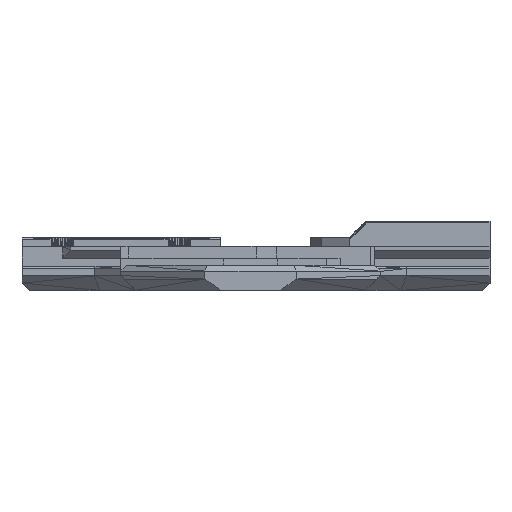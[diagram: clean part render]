
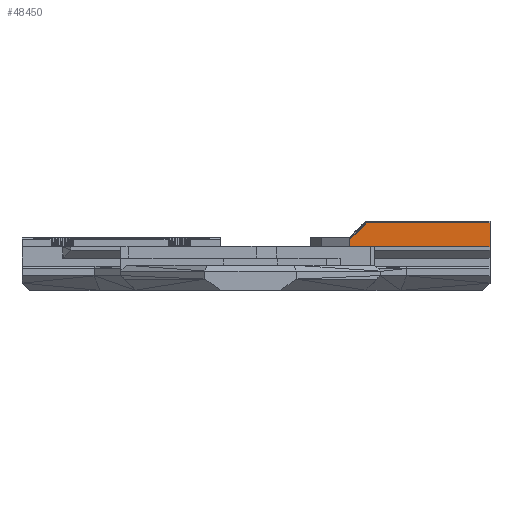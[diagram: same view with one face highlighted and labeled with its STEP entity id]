
A CAD part, top view. The second image highlights one B-rep face of the part: STEP entity #48450.
In plain terms, the highlighted planar face has unit normal (0, 0, 1).
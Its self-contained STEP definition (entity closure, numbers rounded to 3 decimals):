
#2602=FACE_OUTER_BOUND('',#6106,.T.);
#6106=EDGE_LOOP('',(#38963,#38964,#38965,#38966,#38967,#38968));
#9779=LINE('',#71976,#16236);
#9930=LINE('',#72277,#16387);
#9950=LINE('',#72316,#16407);
#11682=LINE('',#75781,#18139);
#12210=LINE('',#76833,#18667);
#12211=LINE('',#76834,#18668);
#16236=VECTOR('',#57556,10.);
#16387=VECTOR('',#57887,10.);
#16407=VECTOR('',#57941,10.);
#18139=VECTOR('',#61785,10.);
#18667=VECTOR('',#63035,10.);
#18668=VECTOR('',#63036,10.);
#21727=VERTEX_POINT('',#71966);
#21729=VERTEX_POINT('',#71974);
#21789=VERTEX_POINT('',#72273);
#21791=VERTEX_POINT('',#72289);
#22467=VERTEX_POINT('',#75778);
#22468=VERTEX_POINT('',#75780);
#25732=EDGE_CURVE('',#21727,#21729,#9779,.T.);
#25883=EDGE_CURVE('',#21729,#21789,#9930,.T.);
#25903=EDGE_CURVE('',#21727,#21791,#9950,.T.);
#27635=EDGE_CURVE('',#22467,#22468,#11682,.T.);
#28163=EDGE_CURVE('',#21789,#22468,#12210,.T.);
#28164=EDGE_CURVE('',#21791,#22467,#12211,.T.);
#38963=ORIENTED_EDGE('',*,*,#25732,.T.);
#38964=ORIENTED_EDGE('',*,*,#25883,.T.);
#38965=ORIENTED_EDGE('',*,*,#28163,.T.);
#38966=ORIENTED_EDGE('',*,*,#27635,.F.);
#38967=ORIENTED_EDGE('',*,*,#28164,.F.);
#38968=ORIENTED_EDGE('',*,*,#25903,.F.);
#44965=PLANE('',#51921);
#48450=ADVANCED_FACE('',(#2602),#44965,.T.);
#51921=AXIS2_PLACEMENT_3D('',#76832,#63033,#63034);
#57556=DIRECTION('',(-0.707,-0.707,0.));
#57887=DIRECTION('',(-0.707,-0.707,0.));
#57941=DIRECTION('',(1.,0.,0.));
#61785=DIRECTION('',(-1.,0.,0.));
#63033=DIRECTION('center_axis',(0.,0.,1.));
#63034=DIRECTION('ref_axis',(1.,0.,0.));
#63035=DIRECTION('',(0.,-1.,0.));
#63036=DIRECTION('',(0.,-1.,0.));
#71966=CARTESIAN_POINT('',(13.853,-2.,52.551));
#71974=CARTESIAN_POINT('',(11.853,-4.,52.551));
#71976=CARTESIAN_POINT('',(13.853,-2.,52.551));
#72273=CARTESIAN_POINT('',(11.5,-4.353,52.551));
#72277=CARTESIAN_POINT('',(11.853,-4.,52.551));
#72289=CARTESIAN_POINT('',(30.745,-2.,52.551));
#72316=CARTESIAN_POINT('',(13.853,-2.,52.551));
#75778=CARTESIAN_POINT('',(30.745,-5.25,52.551));
#75780=CARTESIAN_POINT('',(11.5,-5.25,52.551));
#75781=CARTESIAN_POINT('',(30.745,-5.25,52.551));
#76832=CARTESIAN_POINT('Origin',(11.853,-4.,52.551));
#76833=CARTESIAN_POINT('',(11.5,-4.353,52.551));
#76834=CARTESIAN_POINT('',(30.745,-2.,52.551));
